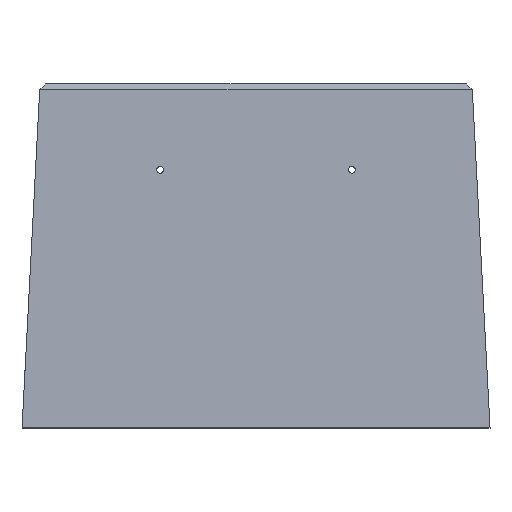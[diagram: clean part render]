
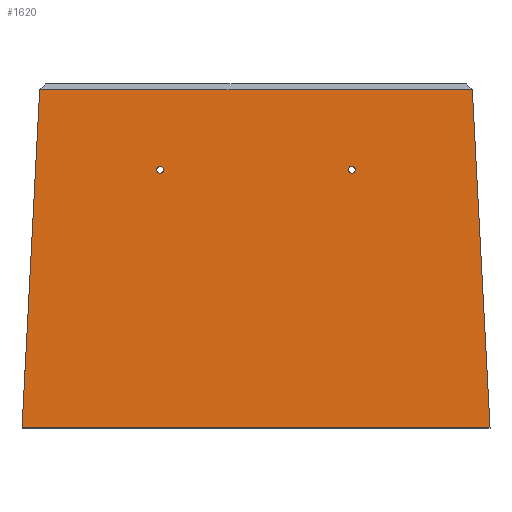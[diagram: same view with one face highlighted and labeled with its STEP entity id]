
A CAD part, top view. The second image highlights one B-rep face of the part: STEP entity #1620.
In plain terms, the highlighted planar face has unit normal (0, 0.052, 0.999).
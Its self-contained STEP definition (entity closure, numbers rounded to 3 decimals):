
#507=DIRECTION('',(-0.052,0.997,-0.052));
#508=VECTOR('',#507,592.787);
#509=CARTESIAN_POINT('',(408.945,0.,118.5));
#510=LINE('',#509,#508);
#585=DIRECTION('',(-1.,0.,0.));
#586=VECTOR('',#585,817.945);
#587=CARTESIAN_POINT('',(408.945,0.,118.5));
#588=LINE('',#587,#586);
#592=DIRECTION('',(-0.052,-0.997,0.052));
#593=VECTOR('',#592,591.618);
#594=CARTESIAN_POINT('',(-378.079,591.056,87.524));
#595=LINE('',#594,#593);
#677=DIRECTION('',(1.,0.,0.));
#678=VECTOR('',#677,755.926);
#679=CARTESIAN_POINT('',(-377.963,591.166,87.518));
#680=LINE('',#679,#678);
#684=DIRECTION('',(0.726,0.686,-0.036));
#685=VECTOR('',#684,0.16);
#686=CARTESIAN_POINT('',(-378.079,591.056,87.524));
#687=LINE('',#686,#685);
#691=CARTESIAN_POINT('',(-161.5,451.056,94.861));
#692=CARTESIAN_POINT('',(-161.5,451.763,94.824));
#693=CARTESIAN_POINT('',(-161.756,453.29,94.744));
#694=CARTESIAN_POINT('',(-163.132,455.425,94.632));
#695=CARTESIAN_POINT('',(-164.906,456.57,94.572));
#696=CARTESIAN_POINT('',(-166.416,456.993,94.55));
#697=CARTESIAN_POINT('',(-167.5,457.087,94.545));
#698=CARTESIAN_POINT('',(-168.584,456.993,94.55));
#699=CARTESIAN_POINT('',(-170.094,456.57,94.572));
#700=CARTESIAN_POINT('',(-171.868,455.425,94.632));
#701=CARTESIAN_POINT('',(-173.244,453.29,94.744));
#702=CARTESIAN_POINT('',(-173.5,451.763,94.824));
#703=CARTESIAN_POINT('',(-173.5,451.056,94.861));
#708=CARTESIAN_POINT('',(-173.5,451.056,94.861));
#709=CARTESIAN_POINT('',(-173.5,450.349,94.898));
#710=CARTESIAN_POINT('',(-173.244,448.821,94.978));
#711=CARTESIAN_POINT('',(-171.868,446.686,95.09));
#712=CARTESIAN_POINT('',(-170.094,445.542,95.15));
#713=CARTESIAN_POINT('',(-168.584,445.119,95.172));
#714=CARTESIAN_POINT('',(-167.5,445.024,95.177));
#715=CARTESIAN_POINT('',(-166.416,445.119,95.172));
#716=CARTESIAN_POINT('',(-164.906,445.542,95.15));
#717=CARTESIAN_POINT('',(-163.132,446.686,95.09));
#718=CARTESIAN_POINT('',(-161.756,448.821,94.978));
#719=CARTESIAN_POINT('',(-161.5,450.349,94.898));
#720=CARTESIAN_POINT('',(-161.5,451.056,94.861));
#725=CARTESIAN_POINT('',(173.5,451.056,94.861));
#726=CARTESIAN_POINT('',(173.5,451.763,94.824));
#727=CARTESIAN_POINT('',(173.244,453.29,94.744));
#728=CARTESIAN_POINT('',(171.868,455.425,94.632));
#729=CARTESIAN_POINT('',(170.094,456.57,94.572));
#730=CARTESIAN_POINT('',(168.584,456.993,94.55));
#731=CARTESIAN_POINT('',(167.5,457.087,94.545));
#732=CARTESIAN_POINT('',(166.416,456.993,94.55));
#733=CARTESIAN_POINT('',(164.906,456.57,94.572));
#734=CARTESIAN_POINT('',(163.132,455.425,94.632));
#735=CARTESIAN_POINT('',(161.756,453.29,94.744));
#736=CARTESIAN_POINT('',(161.5,451.763,94.824));
#737=CARTESIAN_POINT('',(161.5,451.056,94.861));
#742=CARTESIAN_POINT('',(161.5,451.056,94.861));
#743=CARTESIAN_POINT('',(161.5,450.349,94.898));
#744=CARTESIAN_POINT('',(161.756,448.821,94.978));
#745=CARTESIAN_POINT('',(163.132,446.686,95.09));
#746=CARTESIAN_POINT('',(164.906,445.542,95.15));
#747=CARTESIAN_POINT('',(166.416,445.119,95.172));
#748=CARTESIAN_POINT('',(167.5,445.024,95.177));
#749=CARTESIAN_POINT('',(168.584,445.119,95.172));
#750=CARTESIAN_POINT('',(170.094,445.542,95.15));
#751=CARTESIAN_POINT('',(171.868,446.686,95.09));
#752=CARTESIAN_POINT('',(173.244,448.821,94.978));
#753=CARTESIAN_POINT('',(173.5,450.349,94.898));
#754=CARTESIAN_POINT('',(173.5,451.056,94.861));
#773=DIRECTION('',(0.,0.999,-0.052));
#774=VECTOR('',#773,1.057);
#775=CARTESIAN_POINT('',(-409.,0.,118.5));
#776=LINE('',#775,#774);
#1279=CARTESIAN_POINT('',(-409.,0.,118.5));
#1281=VERTEX_POINT('',#1279);
#1283=CARTESIAN_POINT('',(408.945,0.,118.5));
#1284=VERTEX_POINT('',#1283);
#1285=CARTESIAN_POINT('',(-409.,1.056,118.445));
#1286=VERTEX_POINT('',#1285);
#1327=CARTESIAN_POINT('',(-378.079,591.056,87.524));
#1328=VERTEX_POINT('',#1327);
#1335=CARTESIAN_POINT('',(-377.963,591.166,87.518));
#1336=CARTESIAN_POINT('',(377.963,591.166,87.518));
#1337=VERTEX_POINT('',#1335);
#1338=VERTEX_POINT('',#1336);
#1347=VERTEX_POINT('',#691);
#1348=VERTEX_POINT('',#703);
#1349=VERTEX_POINT('',#725);
#1350=VERTEX_POINT('',#737);
#1592=CARTESIAN_POINT('',(-409.,0.,118.5));
#1593=DIRECTION('',(0.,-0.052,-0.999));
#1594=DIRECTION('',(0.,0.999,-0.052));
#1595=AXIS2_PLACEMENT_3D('',#1592,#1593,#1594);
#1596=PLANE('',#1595);
#1598=ORIENTED_EDGE('',*,*,#1597,.T.);
#1599=ORIENTED_EDGE('',*,*,#1537,.F.);
#1600=ORIENTED_EDGE('',*,*,#1560,.T.);
#1602=ORIENTED_EDGE('',*,*,#1601,.T.);
#1603=ORIENTED_EDGE('',*,*,#1571,.F.);
#1605=ORIENTED_EDGE('',*,*,#1604,.T.);
#1606=EDGE_LOOP('',(#1598,#1599,#1600,#1602,#1603,#1605));
#1607=FACE_OUTER_BOUND('',#1606,.F.);
#1609=ORIENTED_EDGE('',*,*,#1608,.T.);
#1611=ORIENTED_EDGE('',*,*,#1610,.T.);
#1612=EDGE_LOOP('',(#1609,#1611));
#1613=FACE_BOUND('',#1612,.F.);
#1615=ORIENTED_EDGE('',*,*,#1614,.T.);
#1617=ORIENTED_EDGE('',*,*,#1616,.T.);
#1618=EDGE_LOOP('',(#1615,#1617));
#1619=FACE_BOUND('',#1618,.F.);
#704=B_SPLINE_CURVE_WITH_KNOTS('',3,(#691,#692,#693,#694,#695,#696,#697,#698,
#699,#700,#701,#702,#703),.UNSPECIFIED.,.F.,.F.,(4,1,1,1,1,1,1,1,1,1,4),(0.,
0.125,0.25,0.375,0.438,0.5,0.563,0.625,0.75,0.875,1.),
.UNSPECIFIED.);
#721=B_SPLINE_CURVE_WITH_KNOTS('',3,(#708,#709,#710,#711,#712,#713,#714,#715,
#716,#717,#718,#719,#720),.UNSPECIFIED.,.F.,.F.,(4,1,1,1,1,1,1,1,1,1,4),(0.,
0.125,0.25,0.375,0.438,0.5,0.563,0.625,0.75,0.875,1.),
.UNSPECIFIED.);
#738=B_SPLINE_CURVE_WITH_KNOTS('',3,(#725,#726,#727,#728,#729,#730,#731,#732,
#733,#734,#735,#736,#737),.UNSPECIFIED.,.F.,.F.,(4,1,1,1,1,1,1,1,1,1,4),(0.,
0.125,0.25,0.375,0.438,0.5,0.563,0.625,0.75,0.875,1.),
.UNSPECIFIED.);
#755=B_SPLINE_CURVE_WITH_KNOTS('',3,(#742,#743,#744,#745,#746,#747,#748,#749,
#750,#751,#752,#753,#754),.UNSPECIFIED.,.F.,.F.,(4,1,1,1,1,1,1,1,1,1,4),(0.,
0.125,0.25,0.375,0.438,0.5,0.563,0.625,0.75,0.875,1.),
.UNSPECIFIED.);
#1537=EDGE_CURVE('',#1284,#1338,#510,.T.);
#1560=EDGE_CURVE('',#1284,#1281,#588,.T.);
#1571=EDGE_CURVE('',#1328,#1286,#595,.T.);
#1597=EDGE_CURVE('',#1337,#1338,#680,.T.);
#1601=EDGE_CURVE('',#1281,#1286,#776,.T.);
#1604=EDGE_CURVE('',#1328,#1337,#687,.T.);
#1608=EDGE_CURVE('',#1347,#1348,#704,.T.);
#1610=EDGE_CURVE('',#1348,#1347,#721,.T.);
#1614=EDGE_CURVE('',#1349,#1350,#738,.T.);
#1616=EDGE_CURVE('',#1350,#1349,#755,.T.);
#1620=ADVANCED_FACE('',(#1607,#1613,#1619),#1596,.F.);
